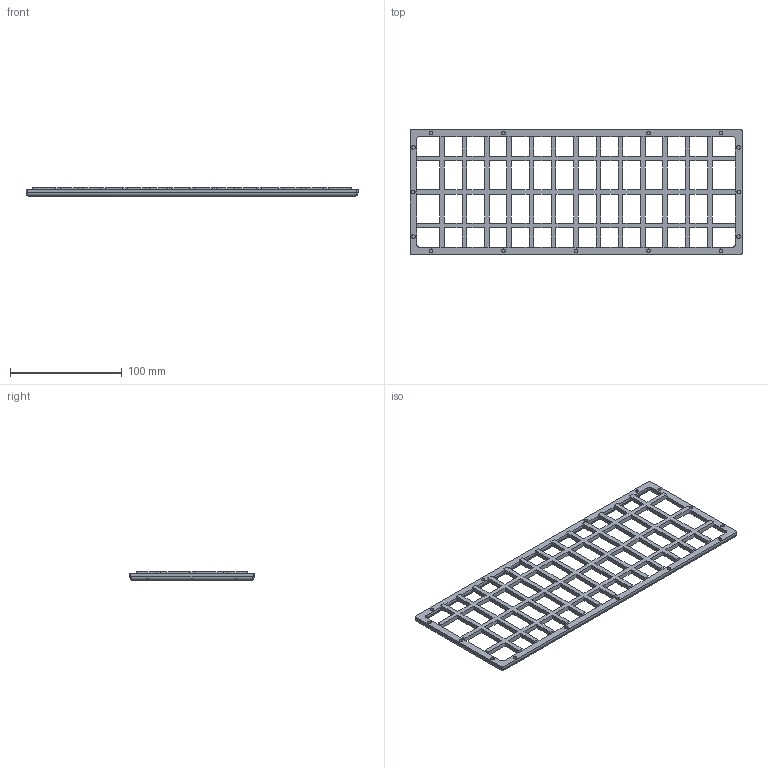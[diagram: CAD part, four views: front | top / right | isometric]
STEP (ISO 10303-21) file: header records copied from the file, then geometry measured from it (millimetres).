
FILE_DESCRIPTION(/* description */ (''),/* implementation_level */ '2;1');
FILE_NAME(/* name */ 'TOP v2.step',/* time_stamp */ '2022-09-26T18:34:29-04:00',/* author */ (''),/* organization */ (''),/* preprocessor_version */ 'ST-DEVELOPER v19',/* originating_system */ 'Autodesk Translation Framework v11.7.0.108',/* authorisation */ '');
FILE_SCHEMA (('AUTOMOTIVE_DESIGN { 1 0 10303 214 3 1 1 }'));
Length unit declared in the file: millimetre
Products named in the file (2): TOP; TOP_1
Assembly tree (1 placements, depth 2):
  TOP
    TOP_1
Bounding box: 297.75 x 111.44 x 7.7 mm (x, y, z)
Volume: 55534.1 mm3; surface area: 47797.3 mm2
Topology: 1 solids, 1 shells, 281 faces, 905 edges, 570 vertices
Faces by surface type: plane 246, cylinder 25, bspline 10
Full cylindrical faces by diameter (mm): 3.2 x15
Entity records: 10277 total; most frequent: CARTESIAN_POINT 2157, ORIENTED_EDGE 1794, DIRECTION 1491, EDGE_CURVE 897, LINE 835, VECTOR 835, VERTEX_POINT 570, EDGE_LOOP 345
